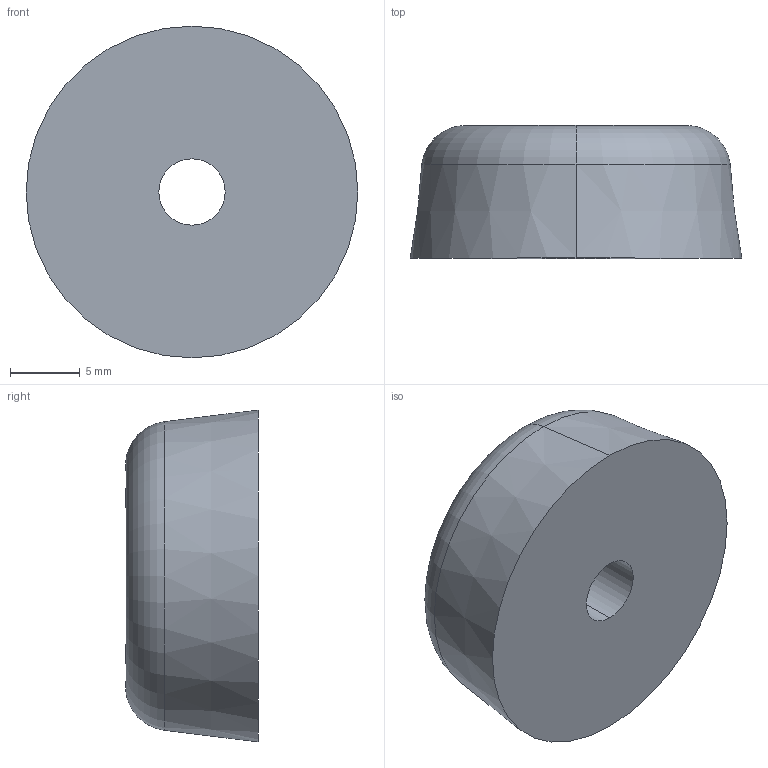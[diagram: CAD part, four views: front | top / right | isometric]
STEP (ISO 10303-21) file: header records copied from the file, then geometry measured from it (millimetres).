
FILE_DESCRIPTION (( 'STEP AP214' ), '1' );
FILE_NAME ('723.STEP', '2007-12-31T14:51:38', ( 'Richard Maletta' ), ( '' ), 'SwSTEP 2.0', 'SolidWorks 2008', '' );
FILE_SCHEMA (( 'AUTOMOTIVE_DESIGN' ));
Length unit declared in the file: millimetre
Products named in the file (1): 723
Bounding box: 23.8 x 9.51 x 23.8 mm (x, y, z)
Volume: 3228.1 mm3; surface area: 2291.5 mm2
Topology: 2 solids, 2 shells, 19 faces, 38 edges, 24 vertices
Faces by surface type: cylinder 10, plane 5, torus 2, cone 2
Entity records: 755 total; most frequent: DIRECTION 104, CARTESIAN_POINT 82, ORIENTED_EDGE 76, AXIS2_PLACEMENT_3D 46, EDGE_CURVE 38, CIRCLE 26, EDGE_LOOP 24, VERTEX_POINT 24
